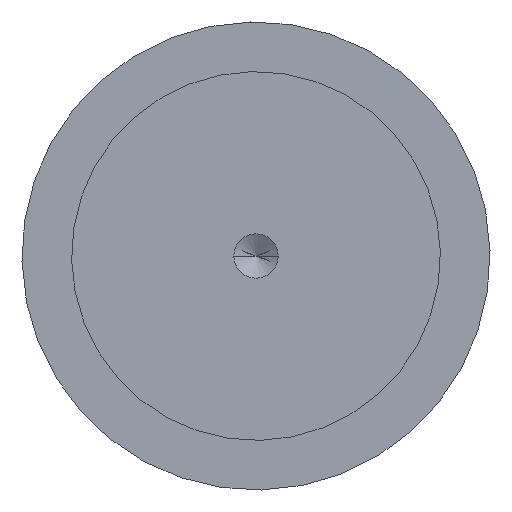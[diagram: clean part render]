
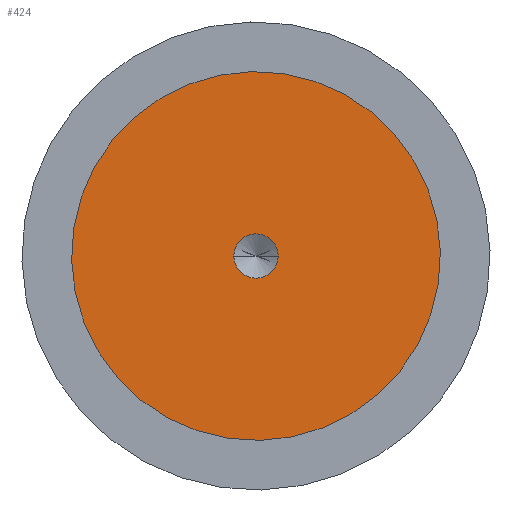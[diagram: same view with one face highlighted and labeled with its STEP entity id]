
A CAD part, front view. The second image highlights one B-rep face of the part: STEP entity #424.
In plain terms, the highlighted planar face has unit normal (0, -1, 0).
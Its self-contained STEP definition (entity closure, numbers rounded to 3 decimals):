
#363=CARTESIAN_POINT('Vertex',(15.831,12.7,28.978)) ;
#366=CARTESIAN_POINT('Axis2P3D Location',(0.,12.7,0.)) ;
#370=CARTESIAN_POINT('Vertex',(-15.831,12.7,-28.978)) ;
#385=CARTESIAN_POINT('Axis2P3D Location',(0.,12.7,0.)) ;
#397=CARTESIAN_POINT('Axis2P3D Location',(0.,12.7,0.)) ;
#406=CARTESIAN_POINT('Axis2P3D Location',(0.,12.7,0.)) ;
#410=CARTESIAN_POINT('Vertex',(-3.969,12.7,0.)) ;
#412=CARTESIAN_POINT('Vertex',(3.969,12.7,0.)) ;
#415=CARTESIAN_POINT('Axis2P3D Location',(0.,12.7,0.)) ;
#367=DIRECTION('Axis2P3D Direction',(0.,1.,0.)) ;
#386=DIRECTION('Axis2P3D Direction',(0.,1.,0.)) ;
#398=DIRECTION('Axis2P3D Direction',(0.,1.,0.)) ;
#399=DIRECTION('Axis2P3D XDirection',(1.,-0.,0.)) ;
#407=DIRECTION('Axis2P3D Direction',(0.,1.,0.)) ;
#416=DIRECTION('Axis2P3D Direction',(0.,1.,0.)) ;
#368=AXIS2_PLACEMENT_3D('Circle Axis2P3D',#366,#367,$) ;
#387=AXIS2_PLACEMENT_3D('Circle Axis2P3D',#385,#386,$) ;
#400=AXIS2_PLACEMENT_3D('Plane Axis2P3D',#397,#398,#399) ;
#408=AXIS2_PLACEMENT_3D('Circle Axis2P3D',#406,#407,$) ;
#417=AXIS2_PLACEMENT_3D('Circle Axis2P3D',#415,#416,$) ;
#403=ORIENTED_EDGE('',*,*,#372,.F.) ;
#404=ORIENTED_EDGE('',*,*,#389,.F.) ;
#421=ORIENTED_EDGE('',*,*,#414,.T.) ;
#422=ORIENTED_EDGE('',*,*,#419,.T.) ;
#423=FACE_BOUND('',#420,.T.) ;
#424=ADVANCED_FACE('PartBody',(#405,#423),#401,.F.) ;
#369=CIRCLE('generated circle',#368,33.02) ;
#388=CIRCLE('generated circle',#387,33.02) ;
#409=CIRCLE('generated circle',#408,3.969) ;
#418=CIRCLE('generated circle',#417,3.969) ;
#372=EDGE_CURVE('',#364,#371,#369,.T.) ;
#389=EDGE_CURVE('',#371,#364,#388,.T.) ;
#414=EDGE_CURVE('',#411,#413,#409,.T.) ;
#419=EDGE_CURVE('',#413,#411,#418,.T.) ;
#402=EDGE_LOOP('',(#403,#404)) ;
#420=EDGE_LOOP('',(#421,#422)) ;
#405=FACE_OUTER_BOUND('',#402,.T.) ;
#401=PLANE('',#400) ;
#364=VERTEX_POINT('',#363) ;
#371=VERTEX_POINT('',#370) ;
#411=VERTEX_POINT('',#410) ;
#413=VERTEX_POINT('',#412) ;
